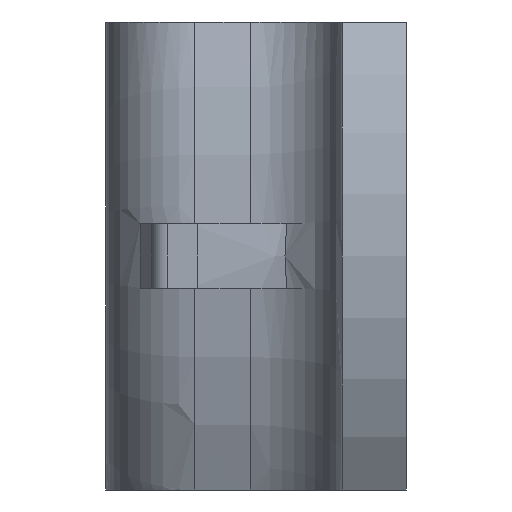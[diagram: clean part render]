
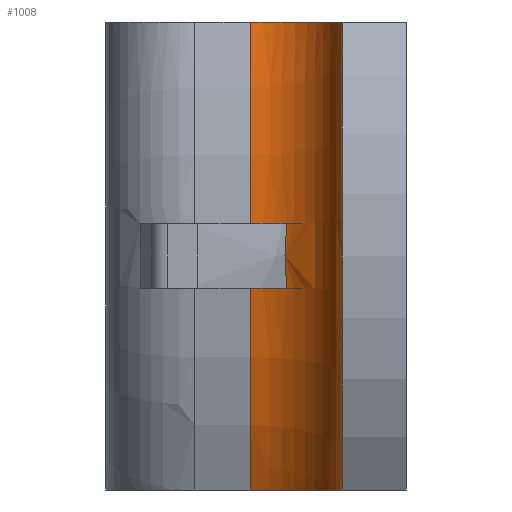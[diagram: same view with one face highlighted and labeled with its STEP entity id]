
A CAD part, left-side view. The second image highlights one B-rep face of the part: STEP entity #1008.
In plain terms, the highlighted toroidal (fillet/blend) face has major radius 16.441 mm and minor radius 2.388 mm.
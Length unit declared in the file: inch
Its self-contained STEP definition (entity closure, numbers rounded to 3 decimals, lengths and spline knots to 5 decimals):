
#214=B_SPLINE_CURVE_WITH_KNOTS('',3,(#1670,#1671,#1672,#1673,#1674,#1675),
 .UNSPECIFIED.,.F.,.F.,(4,2,4),(-2.62364,-2.54876,-2.47389),
 .UNSPECIFIED.);
#215=B_SPLINE_CURVE_WITH_KNOTS('',3,(#1676,#1677,#1678,#1679,#1680,#1681),
 .UNSPECIFIED.,.F.,.F.,(4,2,4),(-0.81296,-0.79594,-0.72771),
 .UNSPECIFIED.);
#216=B_SPLINE_CURVE_WITH_KNOTS('',3,(#1683,#1684,#1685,#1686,#1687,#1688,
#1689,#1690,#1691,#1692),.UNSPECIFIED.,.F.,.F.,(4,2,2,2,4),(-1.09654,
-1.00033,-0.90629,-0.81621,-0.75012),
 .UNSPECIFIED.);
#217=B_SPLINE_CURVE_WITH_KNOTS('',3,(#1695,#1696,#1697,#1698,#1699,#1700,
#1701,#1702,#1703,#1704),.UNSPECIFIED.,.F.,.F.,(4,2,2,2,4),(-0.70985,
-0.64375,-0.55368,-0.45964,-0.36342),
 .UNSPECIFIED.);
#218=B_SPLINE_CURVE_WITH_KNOTS('',3,(#1705,#1706,#1707,#1708,#1709,#1710),
 .UNSPECIFIED.,.F.,.F.,(4,2,4),(-0.68744,-0.61922,-0.60219),
 .UNSPECIFIED.);
#252=TOROIDAL_SURFACE('',#1087,0.64728,0.094);
#266=FACE_OUTER_BOUND('',#320,.T.);
#320=EDGE_LOOP('',(#727,#728,#729,#730,#731,#732,#733,#734));
#380=CIRCLE('',#1072,0.55364);
#382=CIRCLE('',#1075,0.55364);
#386=CIRCLE('',#1088,0.64728);
#427=VERTEX_POINT('',#1529);
#431=VERTEX_POINT('',#1536);
#435=VERTEX_POINT('',#1548);
#436=VERTEX_POINT('',#1550);
#447=VERTEX_POINT('',#1668);
#448=VERTEX_POINT('',#1669);
#449=VERTEX_POINT('',#1682);
#450=VERTEX_POINT('',#1693);
#536=EDGE_CURVE('',#427,#431,#380,.T.);
#540=EDGE_CURVE('',#436,#435,#382,.T.);
#559=EDGE_CURVE('',#447,#448,#214,.T.);
#560=EDGE_CURVE('',#448,#427,#215,.T.);
#561=EDGE_CURVE('',#449,#431,#216,.T.);
#562=EDGE_CURVE('',#450,#449,#386,.T.);
#563=EDGE_CURVE('',#436,#450,#217,.T.);
#564=EDGE_CURVE('',#435,#447,#218,.T.);
#727=ORIENTED_EDGE('',*,*,#559,.T.);
#728=ORIENTED_EDGE('',*,*,#560,.T.);
#729=ORIENTED_EDGE('',*,*,#536,.T.);
#730=ORIENTED_EDGE('',*,*,#561,.F.);
#731=ORIENTED_EDGE('',*,*,#562,.F.);
#732=ORIENTED_EDGE('',*,*,#563,.F.);
#733=ORIENTED_EDGE('',*,*,#540,.T.);
#734=ORIENTED_EDGE('',*,*,#564,.T.);
#1008=ADVANCED_FACE('',(#266),#252,.F.);
#1072=AXIS2_PLACEMENT_3D('',#1541,#1203,#1204);
#1075=AXIS2_PLACEMENT_3D('',#1551,#1211,#1212);
#1087=AXIS2_PLACEMENT_3D('',#1667,#1237,#1238);
#1088=AXIS2_PLACEMENT_3D('',#1694,#1239,#1240);
#1203=DIRECTION('center_axis',(0.,-1.,0.));
#1204=DIRECTION('ref_axis',(0.,0.,-1.));
#1211=DIRECTION('center_axis',(0.,-1.,0.));
#1212=DIRECTION('ref_axis',(0.,0.,-1.));
#1237=DIRECTION('center_axis',(0.,-1.,0.));
#1238=DIRECTION('ref_axis',(0.,0.,-1.));
#1239=DIRECTION('center_axis',(0.,-1.,0.));
#1240=DIRECTION('ref_axis',(0.,0.,-1.));
#1529=CARTESIAN_POINT('',(-0.55282,0.14581,-0.03));
#1536=CARTESIAN_POINT('',(-0.50848,0.14581,-0.219));
#1541=CARTESIAN_POINT('Origin',(0.,0.14581,0.));
#1548=CARTESIAN_POINT('',(-0.55282,0.14581,0.03));
#1550=CARTESIAN_POINT('',(-0.50848,0.14581,0.219));
#1551=CARTESIAN_POINT('Origin',(0.,0.14581,0.));
#1667=CARTESIAN_POINT('Origin',(0.,0.154,0.));
#1668=CARTESIAN_POINT('',(-0.5625,0.11177,0.03));
#1669=CARTESIAN_POINT('',(-0.5625,0.11177,-0.03));
#1670=CARTESIAN_POINT('Ctrl Pts',(-0.5625,0.11177,0.03));
#1671=CARTESIAN_POINT('Ctrl Pts',(-0.5625,0.11285,0.01985));
#1672=CARTESIAN_POINT('Ctrl Pts',(-0.5625,0.1134,0.00983));
#1673=CARTESIAN_POINT('Ctrl Pts',(-0.5625,0.1134,-0.00983));
#1674=CARTESIAN_POINT('Ctrl Pts',(-0.5625,0.11285,-0.01985));
#1675=CARTESIAN_POINT('Ctrl Pts',(-0.5625,0.11177,-0.03));
#1676=CARTESIAN_POINT('Ctrl Pts',(-0.5625,0.11177,-0.03));
#1677=CARTESIAN_POINT('Ctrl Pts',(-0.56144,0.11388,
-0.03));
#1678=CARTESIAN_POINT('Ctrl Pts',(-0.56048,0.11598,
-0.03));
#1679=CARTESIAN_POINT('Ctrl Pts',(-0.5562,0.12632,
-0.03));
#1680=CARTESIAN_POINT('Ctrl Pts',(-0.55365,0.13632,
-0.03));
#1681=CARTESIAN_POINT('Ctrl Pts',(-0.55282,0.14581,
-0.03));
#1682=CARTESIAN_POINT('',(-0.60911,0.06,-0.219));
#1683=CARTESIAN_POINT('Ctrl Pts',(-0.60911,0.06,-0.219));
#1684=CARTESIAN_POINT('Ctrl Pts',(-0.59648,0.06,-0.219));
#1685=CARTESIAN_POINT('Ctrl Pts',(-0.58159,0.06284,
-0.219));
#1686=CARTESIAN_POINT('Ctrl Pts',(-0.55839,0.07205,
-0.219));
#1687=CARTESIAN_POINT('Ctrl Pts',(-0.54587,0.07997,
-0.219));
#1688=CARTESIAN_POINT('Ctrl Pts',(-0.52838,0.09663,
-0.219));
#1689=CARTESIAN_POINT('Ctrl Pts',(-0.52015,0.10819,
-0.219));
#1690=CARTESIAN_POINT('Ctrl Pts',(-0.51197,0.12698,
-0.219));
#1691=CARTESIAN_POINT('Ctrl Pts',(-0.50936,0.13662,-0.219));
#1692=CARTESIAN_POINT('Ctrl Pts',(-0.50848,0.14581,
-0.219));
#1693=CARTESIAN_POINT('',(-0.60911,0.06,0.219));
#1694=CARTESIAN_POINT('Origin',(0.,0.06,0.));
#1695=CARTESIAN_POINT('Ctrl Pts',(-0.50848,0.14581,
0.219));
#1696=CARTESIAN_POINT('Ctrl Pts',(-0.50936,0.13662,0.219));
#1697=CARTESIAN_POINT('Ctrl Pts',(-0.51197,0.12698,
0.219));
#1698=CARTESIAN_POINT('Ctrl Pts',(-0.52015,0.10819,
0.219));
#1699=CARTESIAN_POINT('Ctrl Pts',(-0.52838,0.09663,
0.219));
#1700=CARTESIAN_POINT('Ctrl Pts',(-0.54587,0.07997,
0.219));
#1701=CARTESIAN_POINT('Ctrl Pts',(-0.55839,0.07205,
0.219));
#1702=CARTESIAN_POINT('Ctrl Pts',(-0.58159,0.06284,
0.219));
#1703=CARTESIAN_POINT('Ctrl Pts',(-0.59648,0.06,0.219));
#1704=CARTESIAN_POINT('Ctrl Pts',(-0.60911,0.06,0.219));
#1705=CARTESIAN_POINT('Ctrl Pts',(-0.55282,0.14581,
0.03));
#1706=CARTESIAN_POINT('Ctrl Pts',(-0.55365,0.13632,
0.03));
#1707=CARTESIAN_POINT('Ctrl Pts',(-0.5562,0.12632,
0.03));
#1708=CARTESIAN_POINT('Ctrl Pts',(-0.56048,0.11598,
0.03));
#1709=CARTESIAN_POINT('Ctrl Pts',(-0.56144,0.11388,
0.03));
#1710=CARTESIAN_POINT('Ctrl Pts',(-0.5625,0.11177,
0.03));
